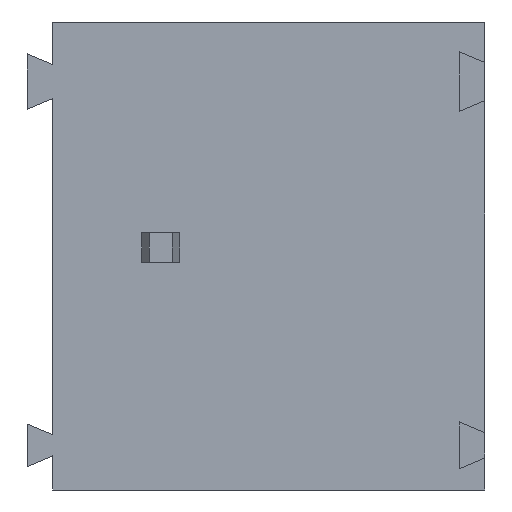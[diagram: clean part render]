
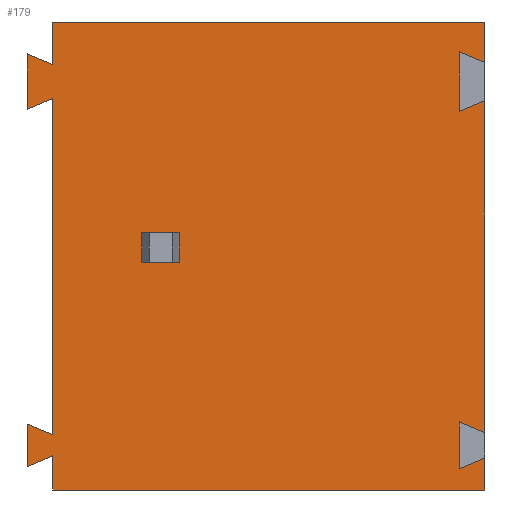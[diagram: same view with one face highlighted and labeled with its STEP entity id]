
A CAD part, front view. The second image highlights one B-rep face of the part: STEP entity #179.
In plain terms, the highlighted planar face has unit normal (0, -1, 0).
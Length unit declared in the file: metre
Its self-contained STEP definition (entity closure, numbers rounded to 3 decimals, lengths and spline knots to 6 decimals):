
#179=ADVANCED_FACE('',(#367,#368),#369,.F.);
#367=FACE_OUTER_BOUND('',#558,.T.);
#368=FACE_BOUND('',#559,.T.);
#369=PLANE('',#560);
#558=EDGE_LOOP('',(#1016,#1017,#1018,#1019,#1020,#1021,#1022,#1023,#1024,#1025,#1026,#1027,#1028,#1029,#1030,#1031,#1032,#1033,#1034,#1035));
#559=EDGE_LOOP('',(#1036,#1037,#1038,#1039));
#560=AXIS2_PLACEMENT_3D('',#1040,#1041,#1042);
#1016=ORIENTED_EDGE('',*,*,#1312,.F.);
#1017=ORIENTED_EDGE('',*,*,#1314,.F.);
#1018=ORIENTED_EDGE('',*,*,#1302,.F.);
#1019=ORIENTED_EDGE('',*,*,#1202,.T.);
#1020=ORIENTED_EDGE('',*,*,#1315,.T.);
#1021=ORIENTED_EDGE('',*,*,#1292,.F.);
#1022=ORIENTED_EDGE('',*,*,#1316,.T.);
#1023=ORIENTED_EDGE('',*,*,#1296,.T.);
#1024=ORIENTED_EDGE('',*,*,#1266,.T.);
#1025=ORIENTED_EDGE('',*,*,#1289,.F.);
#1026=ORIENTED_EDGE('',*,*,#1143,.F.);
#1027=ORIENTED_EDGE('',*,*,#1270,.F.);
#1028=ORIENTED_EDGE('',*,*,#1125,.F.);
#1029=ORIENTED_EDGE('',*,*,#1288,.F.);
#1030=ORIENTED_EDGE('',*,*,#1248,.F.);
#1031=ORIENTED_EDGE('',*,*,#1195,.T.);
#1032=ORIENTED_EDGE('',*,*,#1317,.F.);
#1033=ORIENTED_EDGE('',*,*,#1181,.F.);
#1034=ORIENTED_EDGE('',*,*,#1186,.F.);
#1035=ORIENTED_EDGE('',*,*,#1206,.T.);
#1036=ORIENTED_EDGE('',*,*,#1211,.F.);
#1037=ORIENTED_EDGE('',*,*,#1157,.F.);
#1038=ORIENTED_EDGE('',*,*,#1318,.F.);
#1039=ORIENTED_EDGE('',*,*,#1164,.F.);
#1040=CARTESIAN_POINT('',(0.01604,0.,-0.0102));
#1041=DIRECTION('',(0.0,1.0,0.0));
#1042=DIRECTION('',(0.0,0.0,-1.0));
#1125=EDGE_CURVE('',#1331,#1333,#1334,.T.);
#1143=EDGE_CURVE('',#1362,#1364,#1365,.T.);
#1157=EDGE_CURVE('',#1387,#1388,#1389,.T.);
#1164=EDGE_CURVE('',#1400,#1401,#1402,.T.);
#1181=EDGE_CURVE('',#1429,#1431,#1432,.T.);
#1186=EDGE_CURVE('',#1438,#1429,#1440,.T.);
#1195=EDGE_CURVE('',#1454,#1452,#1455,.T.);
#1202=EDGE_CURVE('',#1467,#1465,#1468,.T.);
#1206=EDGE_CURVE('',#1438,#1473,#1475,.T.);
#1211=EDGE_CURVE('',#1388,#1400,#1480,.T.);
#1248=EDGE_CURVE('',#1454,#1530,#1531,.T.);
#1266=EDGE_CURVE('',#1557,#1555,#1558,.T.);
#1270=EDGE_CURVE('',#1333,#1362,#1563,.T.);
#1288=EDGE_CURVE('',#1530,#1331,#1583,.T.);
#1289=EDGE_CURVE('',#1364,#1555,#1584,.T.);
#1292=EDGE_CURVE('',#1587,#1589,#1590,.T.);
#1296=EDGE_CURVE('',#1594,#1557,#1595,.T.);
#1302=EDGE_CURVE('',#1467,#1603,#1604,.T.);
#1312=EDGE_CURVE('',#1613,#1473,#1615,.T.);
#1314=EDGE_CURVE('',#1603,#1613,#1617,.T.);
#1315=EDGE_CURVE('',#1465,#1589,#1618,.T.);
#1316=EDGE_CURVE('',#1587,#1594,#1619,.T.);
#1317=EDGE_CURVE('',#1431,#1452,#1620,.T.);
#1318=EDGE_CURVE('',#1401,#1387,#1621,.T.);
#1331=VERTEX_POINT('',#1634);
#1333=VERTEX_POINT('',#1637);
#1334=LINE('',#1638,#1639);
#1362=VERTEX_POINT('',#1675);
#1364=VERTEX_POINT('',#1678);
#1365=LINE('',#1679,#1680);
#1387=VERTEX_POINT('',#1712);
#1388=VERTEX_POINT('',#1713);
#1389=LINE('',#1714,#1715);
#1400=VERTEX_POINT('',#1731);
#1401=VERTEX_POINT('',#1732);
#1402=LINE('',#1733,#1734);
#1429=VERTEX_POINT('',#1772);
#1431=VERTEX_POINT('',#1775);
#1432=LINE('',#1776,#1777);
#1438=VERTEX_POINT('',#1785);
#1440=LINE('',#1788,#1789);
#1452=VERTEX_POINT('',#1806);
#1454=VERTEX_POINT('',#1809);
#1455=LINE('',#1810,#1811);
#1465=VERTEX_POINT('',#1826);
#1467=VERTEX_POINT('',#1829);
#1468=LINE('',#1830,#1831);
#1473=VERTEX_POINT('',#1838);
#1475=LINE('',#1841,#1842);
#1480=LINE('',#1849,#1850);
#1530=VERTEX_POINT('',#1924);
#1531=LINE('',#1925,#1926);
#1555=VERTEX_POINT('',#1962);
#1557=VERTEX_POINT('',#1965);
#1558=LINE('',#1966,#1967);
#1563=LINE('',#1974,#1975);
#1583=LINE('',#2004,#2005);
#1584=LINE('',#2006,#2007);
#1587=VERTEX_POINT('',#2011);
#1589=VERTEX_POINT('',#2014);
#1590=LINE('',#2015,#2016);
#1594=VERTEX_POINT('',#2022);
#1595=LINE('',#2023,#2024);
#1603=VERTEX_POINT('',#2034);
#1604=LINE('',#2035,#2036);
#1613=VERTEX_POINT('',#2049);
#1615=LINE('',#2052,#2053);
#1617=LINE('',#2055,#2056);
#1618=LINE('',#2057,#2058);
#1619=LINE('',#2059,#2060);
#1620=LINE('',#2061,#2062);
#1621=LINE('',#2063,#2064);
#1634=CARTESIAN_POINT('',(0.03048,0.,-0.00095));
#1637=CARTESIAN_POINT('',(0.02988,0.,-0.0007));
#1638=CARTESIAN_POINT('',(0.02988,0.,-0.0007));
#1639=VECTOR('',#2076,1.0);
#1675=CARTESIAN_POINT('',(0.02988,0.,-0.0021));
#1678=CARTESIAN_POINT('',(0.03048,0.,-0.00185));
#1679=CARTESIAN_POINT('',(0.03048,0.,-0.00185));
#1680=VECTOR('',#2101,1.0);
#1712=CARTESIAN_POINT('',(0.02241,0.,-0.00565));
#1713=CARTESIAN_POINT('',(0.02331,0.,-0.00565));
#1714=CARTESIAN_POINT('',(0.02112,0.,-0.00565));
#1715=VECTOR('',#2112,1.0);
#1731=CARTESIAN_POINT('',(0.02331,0.,-0.00495));
#1732=CARTESIAN_POINT('',(0.02241,0.,-0.00495));
#1733=CARTESIAN_POINT('',(0.02331,0.,-0.00495));
#1734=VECTOR('',#2118,1.0);
#1772=CARTESIAN_POINT('',(0.01972,0.,-0.00205));
#1775=CARTESIAN_POINT('',(0.01972,0.,-0.00075));
#1776=CARTESIAN_POINT('',(0.01972,0.,-0.00075));
#1777=VECTOR('',#2134,1.0);
#1785=CARTESIAN_POINT('',(0.02032,0.,-0.0018));
#1788=CARTESIAN_POINT('',(0.01972,0.,-0.00205));
#1789=VECTOR('',#2138,1.0);
#1806=CARTESIAN_POINT('',(0.02032,0.,-0.001));
#1809=CARTESIAN_POINT('',(0.02032,0.,0.));
#1810=CARTESIAN_POINT('',(0.02032,0.,-0.011));
#1811=VECTOR('',#2145,1.0);
#1826=CARTESIAN_POINT('',(0.02032,0.,-0.011));
#1829=CARTESIAN_POINT('',(0.02032,0.,-0.0102));
#1830=CARTESIAN_POINT('',(0.02032,0.,-0.011));
#1831=VECTOR('',#2152,1.0);
#1838=CARTESIAN_POINT('',(0.02032,0.,-0.0097));
#1841=CARTESIAN_POINT('',(0.02032,0.,-0.011));
#1842=VECTOR('',#2156,1.0);
#1849=CARTESIAN_POINT('',(0.02331,0.,-0.00565));
#1850=VECTOR('',#2159,1.0);
#1924=CARTESIAN_POINT('',(0.03048,0.,0.));
#1925=CARTESIAN_POINT('',(0.01524,0.,0.));
#1926=VECTOR('',#2184,1.0);
#1962=CARTESIAN_POINT('',(0.03048,0.,-0.00965));
#1965=CARTESIAN_POINT('',(0.02988,0.,-0.0094));
#1966=CARTESIAN_POINT('',(0.03048,0.,-0.00965));
#1967=VECTOR('',#2198,1.0);
#1974=CARTESIAN_POINT('',(0.02988,0.,-0.0021));
#1975=VECTOR('',#2201,1.0);
#2004=CARTESIAN_POINT('',(0.03048,0.,-0.011));
#2005=VECTOR('',#2211,1.0);
#2006=CARTESIAN_POINT('',(0.03048,0.,-0.011));
#2007=VECTOR('',#2212,1.0);
#2011=CARTESIAN_POINT('',(0.03048,0.,-0.01025));
#2014=CARTESIAN_POINT('',(0.03048,0.,-0.011));
#2015=CARTESIAN_POINT('',(0.03048,0.,-0.011));
#2016=VECTOR('',#2215,1.0);
#2022=CARTESIAN_POINT('',(0.02988,0.,-0.0105));
#2023=CARTESIAN_POINT('',(0.02988,0.,-0.0094));
#2024=VECTOR('',#2218,1.0);
#2034=CARTESIAN_POINT('',(0.01972,0.,-0.01045));
#2035=CARTESIAN_POINT('',(0.01972,0.,-0.01045));
#2036=VECTOR('',#2224,1.0);
#2049=CARTESIAN_POINT('',(0.01972,0.,-0.00945));
#2052=CARTESIAN_POINT('',(0.02032,0.,-0.0097));
#2053=VECTOR('',#2230,1.0);
#2055=CARTESIAN_POINT('',(0.01972,0.,-0.00945));
#2056=VECTOR('',#2231,1.0);
#2057=CARTESIAN_POINT('',(0.01524,0.,-0.011));
#2058=VECTOR('',#2232,1.0);
#2059=CARTESIAN_POINT('',(0.02988,0.,-0.0105));
#2060=VECTOR('',#2233,1.0);
#2061=CARTESIAN_POINT('',(0.02032,0.,-0.001));
#2062=VECTOR('',#2234,1.0);
#2063=CARTESIAN_POINT('',(0.02241,0.,-0.00495));
#2064=VECTOR('',#2235,1.0);
#2076=DIRECTION('',(-0.923,0.,0.384));
#2101=DIRECTION('',(0.923,0.,0.384));
#2112=DIRECTION('',(1.0,0.0,0.0));
#2118=DIRECTION('',(-1.0,0.0,0.0));
#2134=DIRECTION('',(0.,0.,1.0));
#2138=DIRECTION('',(-0.923,0.,-0.384));
#2145=DIRECTION('',(0.0,0.0,-1.0));
#2152=DIRECTION('',(0.0,0.0,-1.0));
#2156=DIRECTION('',(0.0,0.0,-1.0));
#2159=DIRECTION('',(0.0,0.0,1.0));
#2184=DIRECTION('',(1.0,0.0,0.0));
#2198=DIRECTION('',(0.923,0.,-0.384));
#2201=DIRECTION('',(0.,0.,-1.0));
#2211=DIRECTION('',(0.0,0.0,-1.0));
#2212=DIRECTION('',(0.0,0.0,-1.0));
#2215=DIRECTION('',(0.0,0.0,-1.0));
#2218=DIRECTION('',(0.,0.,1.0));
#2224=DIRECTION('',(-0.923,0.,-0.384));
#2230=DIRECTION('',(0.923,0.,-0.384));
#2231=DIRECTION('',(0.,0.,1.0));
#2232=DIRECTION('',(1.0,0.0,0.0));
#2233=DIRECTION('',(-0.923,0.,-0.384));
#2234=DIRECTION('',(0.923,0.,-0.384));
#2235=DIRECTION('',(0.0,0.0,-1.0));
